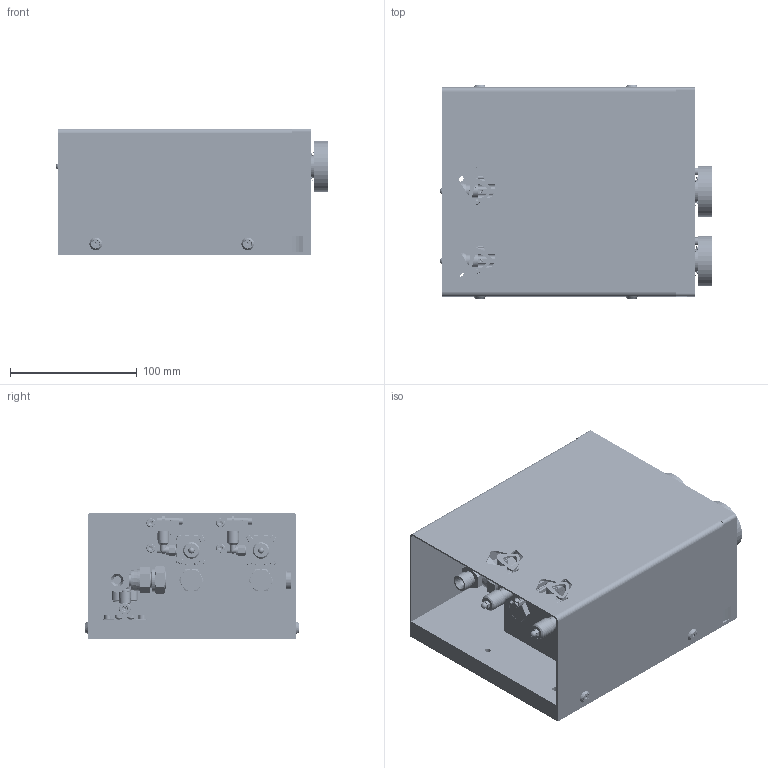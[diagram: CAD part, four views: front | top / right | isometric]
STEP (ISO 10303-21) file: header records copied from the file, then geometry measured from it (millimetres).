
FILE_DESCRIPTION((''),'2;1');
FILE_NAME('000-77241_ASM','2018-10-22T15:52:41',('peter.barmettler'),(''),'CREO PARAMETRIC BY PTC INC, 2017380','CREO PARAMETRIC BY PTC INC, 2017380','');
FILE_SCHEMA(('CONFIG_CONTROL_DESIGN'));
Products named in the file (51): 000-52398; 000-52404; ISO3547_18X20X12_STAHL; D912M4L12-8_8-VERZ; 000-52554_ASM; SYA3120-M5-F2_BLOCK; SYA3120-M5-F2_SYA3PILOT; SYA3120-M5-F2_SYA3PILOT1; SYA3120-M5-F2_SY3000; SYA3120-M5-F2_SX3000; 000-00534_ASM; 000-00506; 000-00804; 000-00803_ASM; 000-00526; D912M3L6-8_8-VERZ; 85894-00; 000-04987; 000-04986_ASM; 000-47049_ASM; 000-52217; D471BD18S1_2-ST-SW; DIN2098Z0_40X4_0X11_7X11_7; AS56812_42X1_78NBR75; E28733_6X24; D912M4L8-8_8-VERZ; 000-52218_ASM; 000-52852; 000-00514; 000-00511; 000-00144; METRISCH4X1_5-XP70; A_P104X14_7; 000-52851_ASM; 000-46885; 000-08020; 000-00800; D912M3L16-8_8-VERZ; 000-46884_ASM; 000-77152 ...
Assembly tree (82 placements, depth 5):
  000-77241_ASM
    000-77083_ASM
      000-52554_ASM
        000-52398
        000-52404
        ISO3547_18X20X12_STAHL  x2
        D912M4L12-8_8-VERZ  x2
      000-47049_ASM
        000-00534_ASM
          SYA3120-M5-F2_BLOCK
          SYA3120-M5-F2_SYA3PILOT
          SYA3120-M5-F2_SYA3PILOT1
          SYA3120-M5-F2_SY3000
          SYA3120-M5-F2_SX3000
        000-00506  x3
        000-00803_ASM
          000-00804
        000-00526  x2
        D912M3L6-8_8-VERZ  x2
        85894-00
        000-04986_ASM  x2
          000-04987
      000-52218_ASM  x2
        000-52217
        D471BD18S1_2-ST-SW
        DIN2098Z0_40X4_0X11_7X11_7
        AS56812_42X1_78NBR75
        E28733_6X24
        D912M4L8-8_8-VERZ
      000-52851_ASM  x2
        000-52852
        000-00514
        000-00511
        000-00144
        METRISCH4X1_5-XP70
        A_P104X14_7
      000-46884_ASM  x2
        000-46885
        000-08020
        000-00800
        D912M3L16-8_8-VERZ
        D912M4L12-8_8-VERZ
        85894-00
      D912M4L12-8_8-VERZ  x2
      000-77152
      SN213912-M3-ST-VERZ  x4
      D7991M3X8-10_9-VERZ  x4
    000-52173_ASM
      000-52161
      000-52137  x2
      A_P104X14_7  x4
      D908G1-8AVERZ
      000-52157
      85727-00
    000-76153  x2
Bounding box: 215.4 x 168.6 x 100 mm (x, y, z)
Volume: 962906.8 mm3; surface area: 414294.5 mm2
Topology: 88 solids, 478 shells, 5649 faces, 21071 edges, 16137 vertices
Faces by surface type: plane 2246, cylinder 2013, cone 900, torus 194, bspline 146, extrusion 134, revolution 8, sphere 8
Entity records: 130943 total; most frequent: CARTESIAN_POINT 37358, DIRECTION 18648, ORIENTED_EDGE 17283, EDGE_CURVE 11097, VERTEX_POINT 8510, VECTOR 6572, LINE 6453, AXIS2_PLACEMENT_3D 6034
